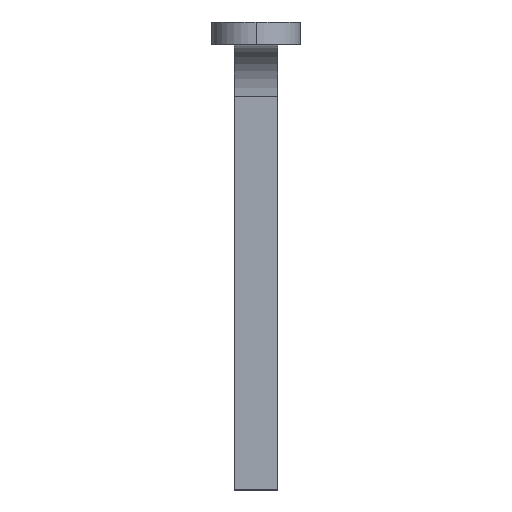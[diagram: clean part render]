
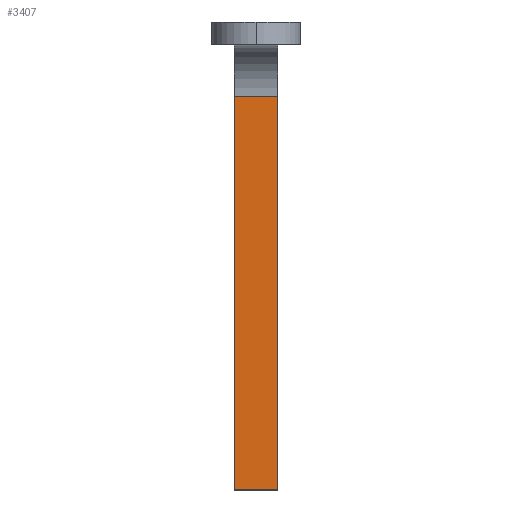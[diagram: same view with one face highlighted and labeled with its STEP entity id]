
A CAD part, top view. The second image highlights one B-rep face of the part: STEP entity #3407.
In plain terms, the highlighted planar face has unit normal (0, 0, 1).
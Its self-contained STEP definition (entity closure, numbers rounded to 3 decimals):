
#129=DIRECTION('',(0.,1.,0.));
#130=VECTOR('',#129,265.);
#131=CARTESIAN_POINT('',(-14.5,0.,-151.));
#132=LINE('',#131,#130);
#133=DIRECTION('',(0.,1.,0.));
#134=VECTOR('',#133,265.);
#135=CARTESIAN_POINT('',(14.5,0.,-151.));
#136=LINE('',#135,#134);
#137=DIRECTION('',(1.,0.,0.));
#138=VECTOR('',#137,29.);
#139=CARTESIAN_POINT('',(-14.5,0.,-151.));
#140=LINE('',#139,#138);
#141=DIRECTION('',(1.,0.,0.));
#142=VECTOR('',#141,29.);
#143=CARTESIAN_POINT('',(-14.5,265.,-151.));
#144=LINE('',#143,#142);
#2543=CARTESIAN_POINT('',(-14.5,0.,-151.));
#2544=CARTESIAN_POINT('',(-14.5,265.,-151.));
#2545=VERTEX_POINT('',#2543);
#2546=VERTEX_POINT('',#2544);
#2547=CARTESIAN_POINT('',(14.5,0.,-151.));
#2548=CARTESIAN_POINT('',(14.5,265.,-151.));
#2549=VERTEX_POINT('',#2547);
#2550=VERTEX_POINT('',#2548);
#3395=CARTESIAN_POINT('',(-30.,0.,-151.));
#3396=DIRECTION('',(0.,0.,-1.));
#3397=DIRECTION('',(0.,1.,0.));
#3398=AXIS2_PLACEMENT_3D('',#3395,#3396,#3397);
#3399=PLANE('',#3398);
#3400=ORIENTED_EDGE('',*,*,#3317,.T.);
#3402=ORIENTED_EDGE('',*,*,#3401,.T.);
#3403=ORIENTED_EDGE('',*,*,#3376,.F.);
#3404=ORIENTED_EDGE('',*,*,#3388,.F.);
#3405=EDGE_LOOP('',(#3400,#3402,#3403,#3404));
#3406=FACE_OUTER_BOUND('',#3405,.F.);
#3317=EDGE_CURVE('',#2545,#2546,#132,.T.);
#3376=EDGE_CURVE('',#2549,#2550,#136,.T.);
#3388=EDGE_CURVE('',#2545,#2549,#140,.T.);
#3401=EDGE_CURVE('',#2546,#2550,#144,.T.);
#3407=ADVANCED_FACE('',(#3406),#3399,.F.);
